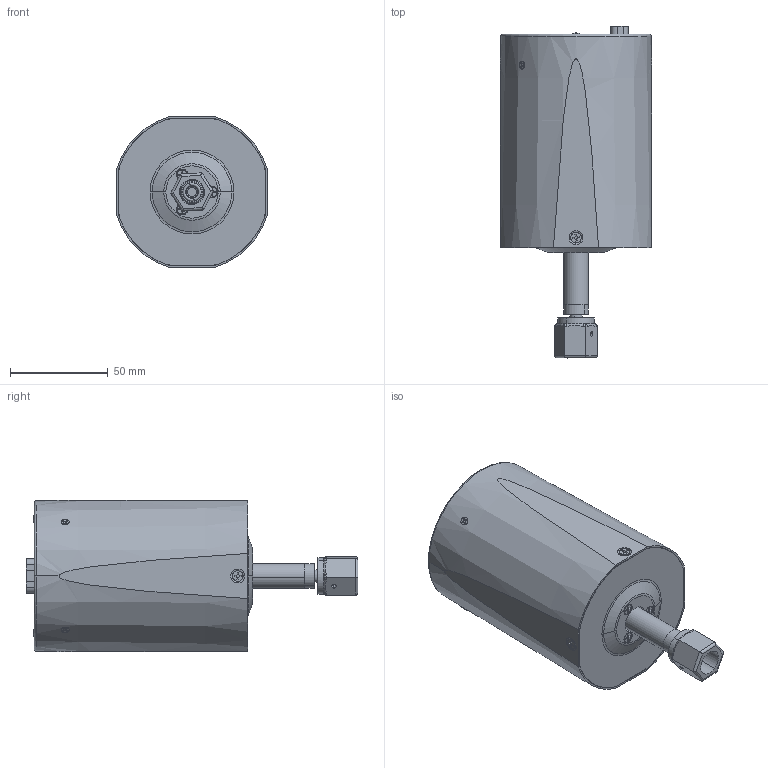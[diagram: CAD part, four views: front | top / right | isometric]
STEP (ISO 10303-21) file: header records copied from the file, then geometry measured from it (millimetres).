
FILE_DESCRIPTION (( 'STEP AP203' ), '1' );
FILE_NAME ('CMX-1-XXX-L-N.STEP', '2020-07-01T20:35:43', ( '' ), ( '' ), 'SwSTEP 2.0', 'SolidWorks 2019', '' );
FILE_SCHEMA (( 'CONFIG_CONTROL_DESIGN' ));
Length unit declared in the file: inch
Products named in the file (2): CMX-1-XXX-L-N
Bounding box: 77.44 x 170.14 x 77.44 mm (x, y, z)
Volume: 77919.9 mm3; surface area: 104963.4 mm2
Topology: 45 solids, 45 shells, 2850 faces, 7292 edges, 4730 vertices
Faces by surface type: plane 1550, cylinder 584, bspline 298, cone 285, torus 121, sphere 12
Entity records: 104882 total; most frequent: CARTESIAN_POINT 36982, ORIENTED_EDGE 14556, DIRECTION 13058, EDGE_CURVE 7278, VERTEX_POINT 4730, LINE 4642, VECTOR 4642, AXIS2_PLACEMENT_3D 4208
